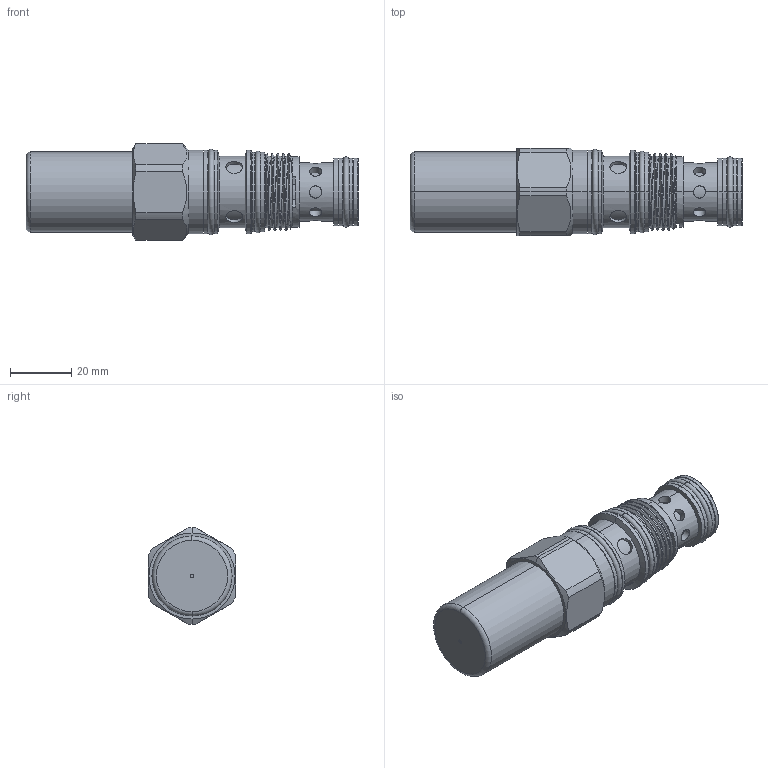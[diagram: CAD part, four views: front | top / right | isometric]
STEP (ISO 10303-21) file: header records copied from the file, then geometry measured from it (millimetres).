
FILE_DESCRIPTION (( 'STEP AP203' ), '1' );
FILE_NAME ('DP2A3M-C.STEP', '2024-05-28T06:21:43', ( '' ), ( '' ), 'SwSTEP 2.0', 'SolidWorks 2018', '' );
FILE_SCHEMA (( 'CONFIG_CONTROL_DESIGN' ));
Length unit declared in the file: millimetre
Products named in the file (1): DP2A3M-C
Bounding box: 108.71 x 28.57 x 31.6 mm (x, y, z)
Volume: 55380 mm3; surface area: 12098 mm2
Topology: 1 solids, 1 shells, 179 faces, 390 edges, 243 vertices
Faces by surface type: cylinder 111, plane 31, cone 24, torus 10, bspline 3
Entity records: 7734 total; most frequent: CARTESIAN_POINT 3820, DIRECTION 809, ORIENTED_EDGE 780, EDGE_CURVE 390, AXIS2_PLACEMENT_3D 340, VERTEX_POINT 243, EDGE_LOOP 209, ADVANCED_FACE 179
